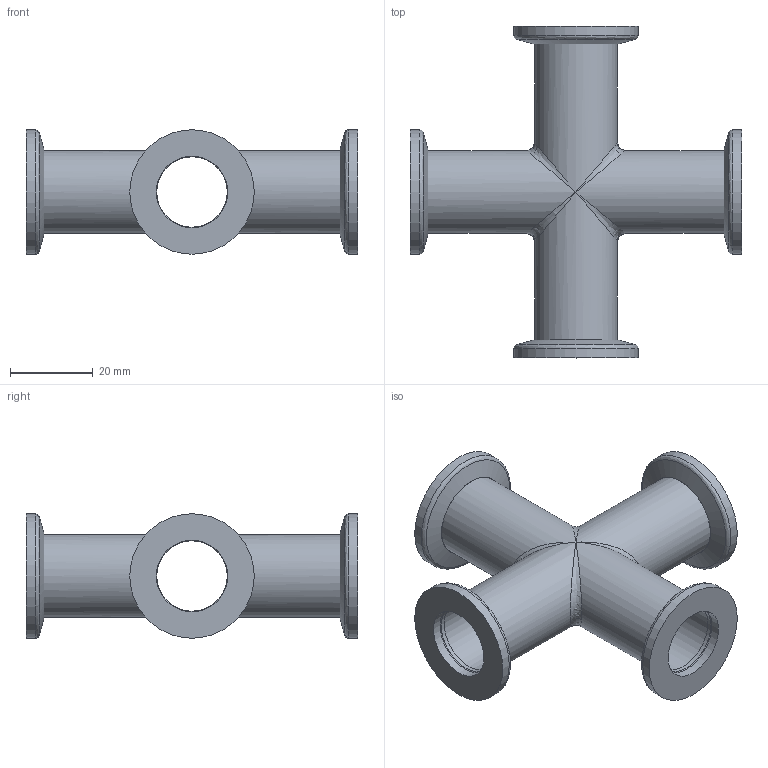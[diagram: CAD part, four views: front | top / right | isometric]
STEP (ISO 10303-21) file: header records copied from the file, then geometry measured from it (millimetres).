
FILE_DESCRIPTION (( 'STEP AP214' ), '1' );
FILE_NAME ('FULLVAC X41KF16.STEP', '2019-04-05T14:19:47', ( '' ), ( '' ), 'SwSTEP 2.0', 'SolidWorks 2017', '' );
FILE_SCHEMA (( 'AUTOMOTIVE_DESIGN' ));
Length unit declared in the file: millimetre
Products named in the file (3): FULLVAC X41KF16; 2^FULLVAC X41KF16; 1^FULLVAC X41KF16
Assembly tree (5 placements, depth 2):
  FULLVAC X41KF16
    1^FULLVAC X41KF16
    2^FULLVAC X41KF16  x4
Bounding box: 80 x 80 x 30 mm (x, y, z)
Volume: 17403.9 mm3; surface area: 20360.6 mm2
Topology: 5 solids, 5 shells, 60 faces, 132 edges, 68 vertices
Faces by surface type: cylinder 24, plane 16, bspline 16, cone 4
Full cylindrical faces by diameter (mm): 17 x8, 17.2 x4, 20 x4, 20.2 x4, 30 x4
Entity records: 2918 total; most frequent: CARTESIAN_POINT 2016, DIRECTION 92, ORIENTED_EDGE 68, EDGE_LOOP 52, AXIS2_PLACEMENT_3D 46, FACE_OUTER_BOUND 44, UNCERTAINTY_MEASURE_WITH_UNIT 37, STYLED_ITEM 34
